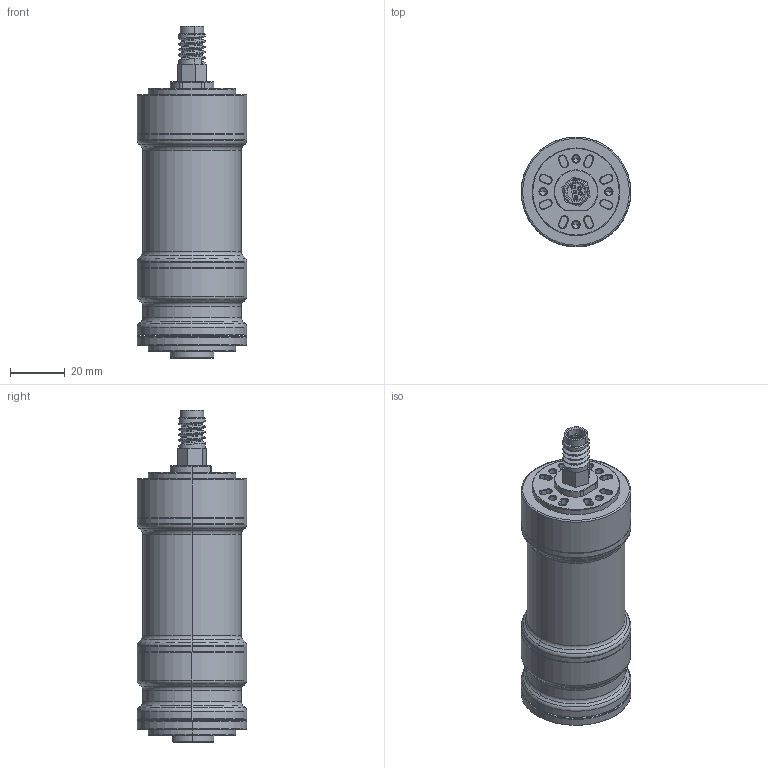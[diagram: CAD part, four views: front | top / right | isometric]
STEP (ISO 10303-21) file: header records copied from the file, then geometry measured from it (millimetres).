
FILE_DESCRIPTION (( 'STEP AP214' ), '1' );
FILE_NAME ('RS1-1100.STEP', '2018-11-15T23:37:51', ( 'Michael Bailey' ), ( '' ), 'SwSTEP 2.0', 'SolidWorks 2016', '' );
FILE_SCHEMA (( 'AUTOMOTIVE_DESIGN' ));
Length unit declared in the file: millimetre
Products named in the file (7): RS1-101-Defeatured; HUMG-BCR-SAE; GPRM-3640-2mm; RS1-100-Defeatured_Short; RS1-223-Defeatured; RS1-1100; RS1-106-Defeatured
Assembly tree (7 placements, depth 2):
  RS1-1100
    RS1-223-Defeatured
    RS1-100-Defeatured_Short
    GPRM-3640-2mm  x2
    HUMG-BCR-SAE
    RS1-101-Defeatured
    RS1-106-Defeatured
Bounding box: 40 x 40 x 121.22 mm (x, y, z)
Volume: 121738.6 mm3; surface area: 28454.6 mm2
Topology: 8 solids, 8 shells, 534 faces, 1205 edges, 718 vertices
Faces by surface type: cylinder 194, plane 163, cone 135, torus 36, bspline 6
Entity records: 17351 total; most frequent: CARTESIAN_POINT 5068, DIRECTION 2659, ORIENTED_EDGE 2330, EDGE_CURVE 1165, AXIS2_PLACEMENT_3D 1050, VERTEX_POINT 702, EDGE_LOOP 573, LINE 559
